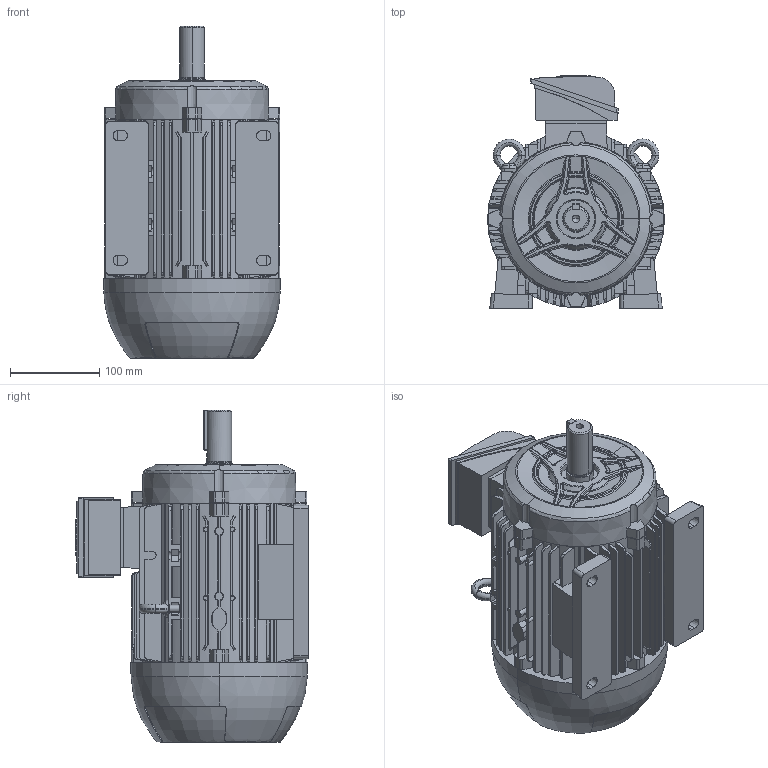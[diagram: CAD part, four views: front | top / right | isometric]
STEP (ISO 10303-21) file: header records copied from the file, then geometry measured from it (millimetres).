
FILE_DESCRIPTION (( 'STEP AP203' ), '1' );
FILE_NAME ('B3T.STEP', '2022-06-10T14:04:14', ( '' ), ( '' ), 'SwSTEP 2.0', 'SolidWorks 2020', '' );
FILE_SCHEMA (( 'CONFIG_CONTROL_DESIGN' ));
Length unit declared in the file: millimetre
Products named in the file (10): B3T; 105012066; 500014967_M; 00396; 00401_105006110; 105035131_50.5007.655; 105032001_10.5032.019- 8 x 7 x 45; 00395_10.5007.074; 00404_50.5307.044; 00411_50.5203.029
Assembly tree (11 placements, depth 2):
  B3T
    00411_50.5203.029
    105032001_10.5032.019- 8 x 7 x 45
    105035131_50.5007.655
    500014967_M
    105012066  x2
    00401_105006110  x2
    00396
    00395_10.5007.074
    00404_50.5307.044
Bounding box: 198.5 x 260.92 x 372.5 mm (x, y, z)
Volume: 8712939.1 mm3; surface area: 643689.3 mm2
Topology: 11 solids, 11 shells, 1646 faces, 4425 edges, 2837 vertices
Faces by surface type: plane 843, cylinder 405, bspline 152, torus 115, cone 114, sphere 17
Entity records: 56735 total; most frequent: CARTESIAN_POINT 17993, ORIENTED_EDGE 8416, DIRECTION 7332, EDGE_CURVE 4208, VERTEX_POINT 2714, AXIS2_PLACEMENT_3D 2512, VECTOR 2308, LINE 2308
